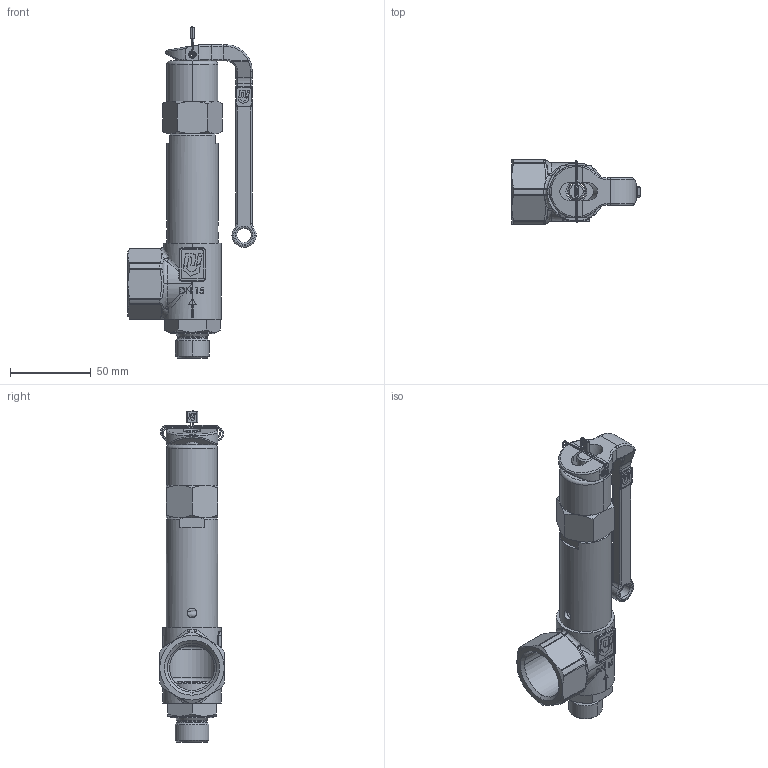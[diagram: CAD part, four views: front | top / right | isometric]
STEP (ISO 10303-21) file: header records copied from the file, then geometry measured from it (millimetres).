
FILE_DESCRIPTION(('HOOPS Exchange Step'),'2;1');
FILE_NAME('SV04-08-06-10-DN15-AG-Hebel.stp','2026-01-23T09:28:12+01:00',('nieru'),('Unknown organisation'),'HOOPS Exchange 2024.2','HOOPS Exchange','Unknown authorisation');
FILE_SCHEMA( ('AP203_CONFIGURATION_CONTROLLED_3D_DESIGN_OF_MECHANICAL_PARTS_AND_ASSEMBLIES_MIM_LF') );
Length unit declared in the file: millimetre
Products named in the file (2): 0; root
Assembly tree (1 placements, depth 2):
  root
    0
Bounding box: 79.5 x 40 x 205.68 mm (x, y, z)
Volume: 107012.7 mm3; surface area: 63581.3 mm2
Topology: 10 solids, 10 shells, 800 faces, 2006 edges, 1245 vertices
Faces by surface type: plane 293, cylinder 208, bspline 123, torus 84, cone 74, sphere 18
Full cylindrical faces by diameter (mm): 5.029 x1, 6 x2, 16 x1, 21 x1, 27 x1, 32 x1
Entity records: 38246 total; most frequent: CARTESIAN_POINT 20331, ORIENTED_EDGE 3988, DIRECTION 3271, EDGE_CURVE 1994, VERTEX_POINT 1245, AXIS2_PLACEMENT_3D 1218, EDGE_LOOP 859, FACE_BOUND 859
